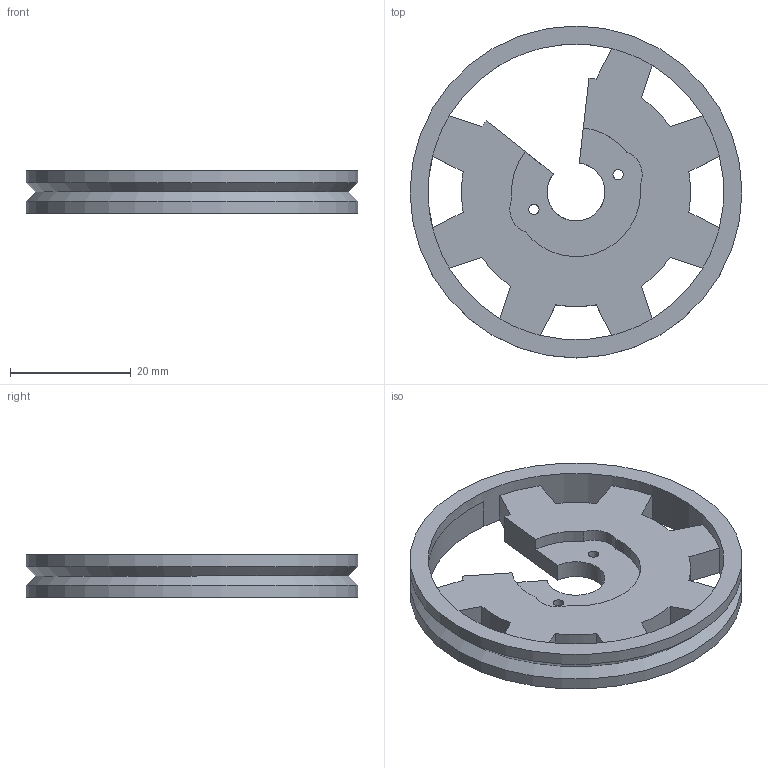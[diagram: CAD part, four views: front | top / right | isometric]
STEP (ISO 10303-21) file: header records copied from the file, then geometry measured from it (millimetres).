
FILE_DESCRIPTION(('FreeCAD Model'),'2;1');
FILE_NAME('renacuajo-wheel-open-hardware.stp','2014-09-26T08:32:39',('FreeCAD'),('FreeCAD'), 'Open CASCADE STEP processor 6.7','FreeCAD','Unknown');
FILE_SCHEMA(('AUTOMOTIVE_DESIGN_CC2 { 1 2 10303 214 -1 1 5 4 }'));
Length unit declared in the file: millimetre
Products named in the file (1): Renacuajo-open-hardware-wheel-final
Bounding box: 55 x 55 x 7 mm (x, y, z)
Volume: 8480.8 mm3; surface area: 6528.6 mm2
Topology: 1 solids, 1 shells, 43 faces, 165 edges, 118 vertices
Faces by surface type: cylinder 21, plane 20, cone 2
Full cylindrical faces by diameter (mm): 1.7 x2, 49 x1, 55 x2
Entity records: 4106 total; most frequent: CARTESIAN_POINT 1242, DIRECTION 456, ORIENTED_EDGE 330, PCURVE 330, DEFINITIONAL_REPRESENTATION 330, LINE 200, VECTOR 200, EDGE_CURVE 165
